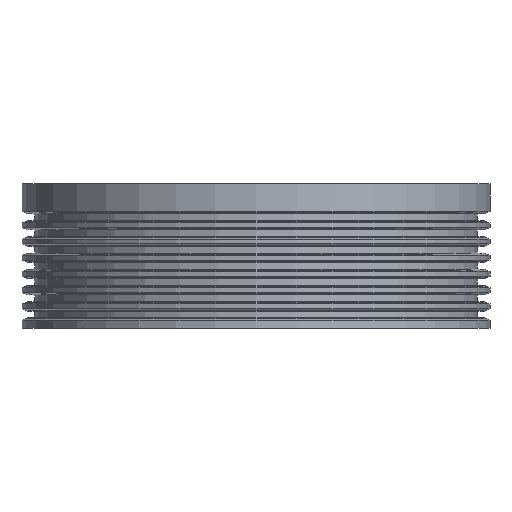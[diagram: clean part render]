
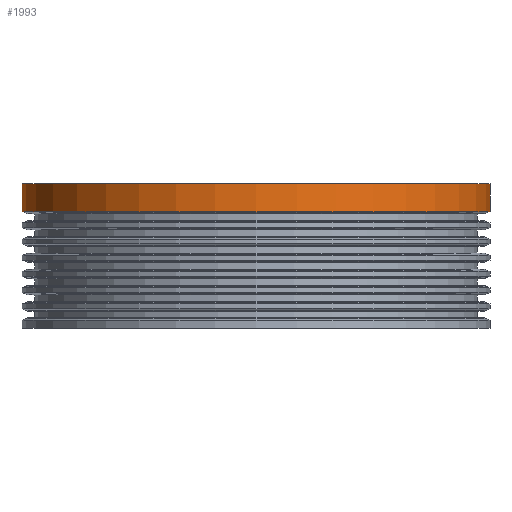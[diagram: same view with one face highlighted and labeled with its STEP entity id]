
A CAD part, front view. The second image highlights one B-rep face of the part: STEP entity #1993.
In plain terms, the highlighted cylindrical face has radius 202 mm (diameter 404 mm), a partial arc.
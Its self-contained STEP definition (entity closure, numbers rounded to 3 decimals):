
#90 = EDGE_CURVE ( 'NONE', #4327, #1600, #2796, .T. ) ;
#185 = FACE_OUTER_BOUND ( 'NONE', #3088, .T. ) ;
#634 = CYLINDRICAL_SURFACE ( 'NONE', #3163, 202. ) ;
#794 = CARTESIAN_POINT ( 'NONE',  ( -202., 0., 105. ) ) ;
#1065 = DIRECTION ( 'NONE',  ( 1., 0., 0. ) ) ;
#1437 = DIRECTION ( 'NONE',  ( 0., 0., 1. ) ) ;
#1531 = CARTESIAN_POINT ( 'NONE',  ( 202., 0., 80.877 ) ) ;
#1600 = VERTEX_POINT ( 'NONE', #5255 ) ;
#1646 = CARTESIAN_POINT ( 'NONE',  ( 0., 0., 105. ) ) ;
#1676 = DIRECTION ( 'NONE',  ( 0., 0., 1. ) ) ;
#1728 = AXIS2_PLACEMENT_3D ( 'NONE', #4335, #3013, #2585 ) ;
#1762 = ORIENTED_EDGE ( 'NONE', *, *, #2407, .T. ) ;
#1782 = VECTOR ( 'NONE', #3640, 1000. ) ;
#1993 = ADVANCED_FACE ( 'NONE', ( #185 ), #634, .T. ) ;
#2407 = EDGE_CURVE ( 'NONE', #3660, #1600, #3431, .T. ) ;
#2585 = DIRECTION ( 'NONE',  ( 1., 0., 0. ) ) ;
#2796 = CIRCLE ( 'NONE', #2889, 202. ) ;
#2837 = ORIENTED_EDGE ( 'NONE', *, *, #90, .F. ) ;
#2889 = AXIS2_PLACEMENT_3D ( 'NONE', #1646, #1676, #3517 ) ;
#3013 = DIRECTION ( 'NONE',  ( 0., 0., 1. ) ) ;
#3088 = EDGE_LOOP ( 'NONE', ( #4334, #4901, #1762, #2837 ) ) ;
#3163 = AXIS2_PLACEMENT_3D ( 'NONE', #3384, #3847, #1065 ) ;
#3384 = CARTESIAN_POINT ( 'NONE',  ( 0., 0., 0. ) ) ;
#3431 = LINE ( 'NONE', #3776, #3552 ) ;
#3517 = DIRECTION ( 'NONE',  ( 1., 0., 0. ) ) ;
#3552 = VECTOR ( 'NONE', #1437, 1000. ) ;
#3640 = DIRECTION ( 'NONE',  ( 0., 0., 1. ) ) ;
#3660 = VERTEX_POINT ( 'NONE', #1531 ) ;
#3701 = VERTEX_POINT ( 'NONE', #4333 ) ;
#3776 = CARTESIAN_POINT ( 'NONE',  ( 202., 0., 0. ) ) ;
#3847 = DIRECTION ( 'NONE',  ( 0., 0., 1. ) ) ;
#4327 = VERTEX_POINT ( 'NONE', #794 ) ;
#4333 = CARTESIAN_POINT ( 'NONE',  ( -202., 0., 80.877 ) ) ;
#4334 = ORIENTED_EDGE ( 'NONE', *, *, #4453, .F. ) ;
#4335 = CARTESIAN_POINT ( 'NONE',  ( 0., 0., 80.877 ) ) ;
#4453 = EDGE_CURVE ( 'NONE', #3701, #4327, #5519, .T. ) ;
#4645 = CARTESIAN_POINT ( 'NONE',  ( -202., 0., 0. ) ) ;
#4901 = ORIENTED_EDGE ( 'NONE', *, *, #5144, .T. ) ;
#5144 = EDGE_CURVE ( 'NONE', #3701, #3660, #5634, .T. ) ;
#5255 = CARTESIAN_POINT ( 'NONE',  ( 202., 0., 105. ) ) ;
#5519 = LINE ( 'NONE', #4645, #1782 ) ;
#5634 = CIRCLE ( 'NONE', #1728, 202. ) ;
